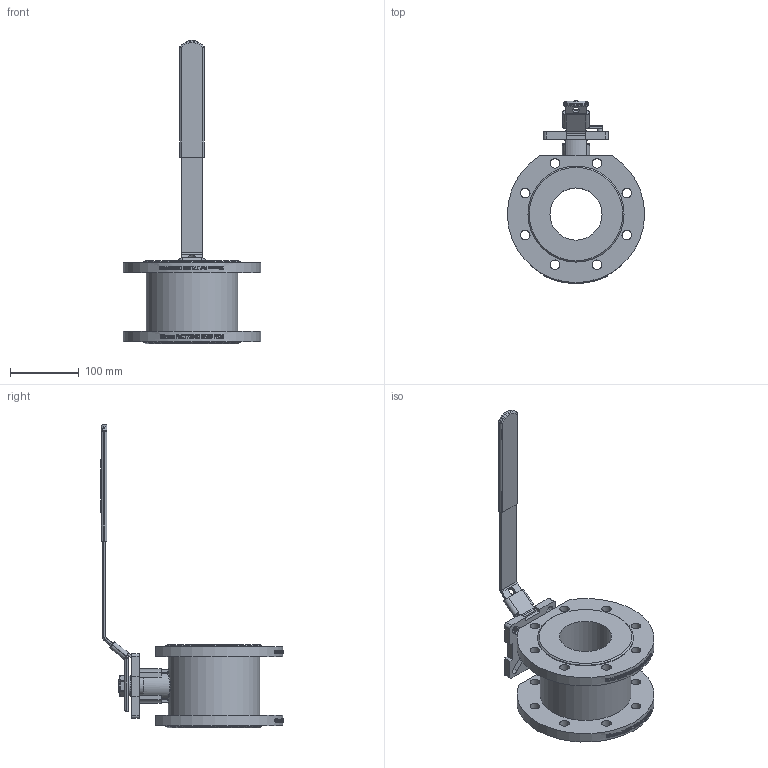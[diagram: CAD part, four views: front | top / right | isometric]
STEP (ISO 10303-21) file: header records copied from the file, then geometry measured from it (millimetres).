
FILE_DESCRIPTION(/* description */ ('771080'),/* implementation_level */ '2;1');
FILE_NAME(/* name */ '771080_new.stp',/* time_stamp */ '2021-10-05T16:36:50+02:00',/* author */ ('jmorand'),/* organization */ ('Sferaco'),/* preprocessor_version */ 'ST-DEVELOPER v18.1',/* originating_system */ 'Autodesk Inventor 2021',/* authorisation */ '');
FILE_SCHEMA (('AUTOMOTIVE_DESIGN { 1 0 10303 214 3 1 1 }'));
Products named in the file (1): 771080_ens_new_Shrinkwrap_1
Bounding box: 199.96 x 266 x 442 mm (x, y, z)
Volume: 1846018.7 mm3; surface area: 282310.4 mm2
Topology: 13 solids, 13 shells, 1565 faces, 4151 edges, 2742 vertices
Faces by surface type: bspline 704, plane 618, cylinder 214, torus 14, sphere 10, cone 5
Full cylindrical faces by diameter (mm): 4.917 x1, 6 x1, 8 x1, 10 x1, 13.835 x16, 17.294 x2, 20 x2, 20.5 x3, 27 x2, 30 x1, 34 x2, 38 x2, 41.5 x1, 76 x1, 133 x1, 140 x2
Entity records: 64551 total; most frequent: CARTESIAN_POINT 27976, ORIENTED_EDGE 8302, DIRECTION 5205, EDGE_CURVE 4151, VERTEX_POINT 2742, LINE 2165, VECTOR 2165, EDGE_LOOP 1761
